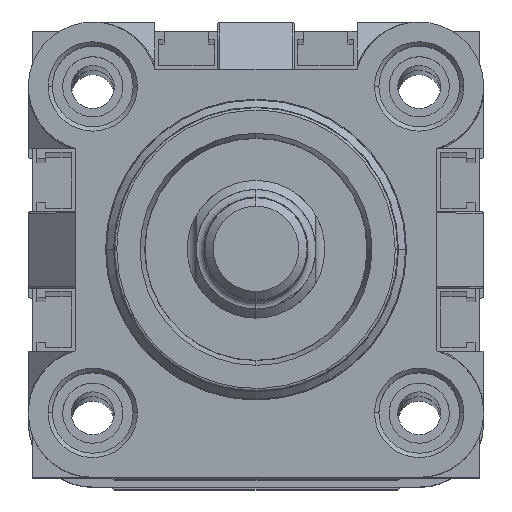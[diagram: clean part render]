
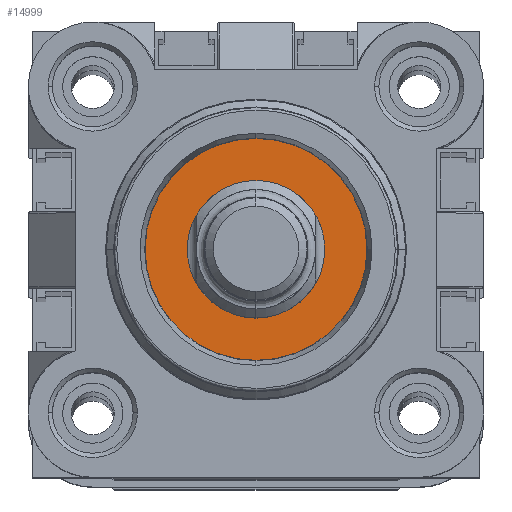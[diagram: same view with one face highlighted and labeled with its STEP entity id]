
A CAD part, top view. The second image highlights one B-rep face of the part: STEP entity #14999.
In plain terms, the highlighted face is planar.
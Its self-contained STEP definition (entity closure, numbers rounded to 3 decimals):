
#221 = CARTESIAN_POINT ( 'NONE',  ( 21., 21., -18.5 ) ) ;
#1191 = EDGE_CURVE ( 'NONE', #12224, #13463, #1206, .T. ) ;
#1206 = CIRCLE ( 'NONE', #18665, 8. ) ;
#2006 = FACE_OUTER_BOUND ( 'NONE', #22357, .T. ) ;
#2179 = CARTESIAN_POINT ( 'NONE',  ( 21., 33.918, -18.5 ) ) ;
#2283 = DIRECTION ( 'NONE',  ( -1., 0., 0. ) ) ;
#2982 = EDGE_CURVE ( 'NONE', #13463, #12224, #11922, .T. ) ;
#3521 = DIRECTION ( 'NONE',  ( -1., 0., 0. ) ) ;
#3962 = CARTESIAN_POINT ( 'NONE',  ( 21., 21., -18.5 ) ) ;
#4463 = VERTEX_POINT ( 'NONE', #2179 ) ;
#5405 = VERTEX_POINT ( 'NONE', #16681 ) ;
#6023 = DIRECTION ( 'NONE',  ( 0., 1., 0. ) ) ;
#8305 = ORIENTED_EDGE ( 'NONE', *, *, #14039, .T. ) ;
#8380 = AXIS2_PLACEMENT_3D ( 'NONE', #20993, #8848, #23022 ) ;
#8412 = ORIENTED_EDGE ( 'NONE', *, *, #2982, .F. ) ;
#8694 = AXIS2_PLACEMENT_3D ( 'NONE', #221, #14442, #2283 ) ;
#8848 = DIRECTION ( 'NONE',  ( 0., 0., -1. ) ) ;
#10282 = CIRCLE ( 'NONE', #26199, 12.918 ) ;
#10423 = EDGE_LOOP ( 'NONE', ( #8412, #23112 ) ) ;
#11922 = CIRCLE ( 'NONE', #8694, 8. ) ;
#12224 = VERTEX_POINT ( 'NONE', #13248 ) ;
#13248 = CARTESIAN_POINT ( 'NONE',  ( 29., 21., -18.5 ) ) ;
#13463 = VERTEX_POINT ( 'NONE', #17450 ) ;
#13816 = DIRECTION ( 'NONE',  ( 0., 0., -1. ) ) ;
#14039 = EDGE_CURVE ( 'NONE', #5405, #4463, #20506, .T. ) ;
#14442 = DIRECTION ( 'NONE',  ( 0., 0., -1. ) ) ;
#14999 = ADVANCED_FACE ( 'NONE', ( #18872, #2006 ), #25781, .T. ) ;
#15140 = EDGE_CURVE ( 'NONE', #4463, #5405, #10282, .T. ) ;
#15692 = DIRECTION ( 'NONE',  ( 0., 0., -1. ) ) ;
#16681 = CARTESIAN_POINT ( 'NONE',  ( 21., 8.082, -18.5 ) ) ;
#17450 = CARTESIAN_POINT ( 'NONE',  ( 13., 21., -18.5 ) ) ;
#18185 = DIRECTION ( 'NONE',  ( 0., 0., -1. ) ) ;
#18665 = AXIS2_PLACEMENT_3D ( 'NONE', #25384, #13816, #25215 ) ;
#18872 = FACE_BOUND ( 'NONE', #10423, .T. ) ;
#19458 = AXIS2_PLACEMENT_3D ( 'NONE', #21762, #15692, #3521 ) ;
#20032 = ORIENTED_EDGE ( 'NONE', *, *, #15140, .T. ) ;
#20506 = CIRCLE ( 'NONE', #8380, 12.918 ) ;
#20993 = CARTESIAN_POINT ( 'NONE',  ( 21., 21., -18.5 ) ) ;
#21762 = CARTESIAN_POINT ( 'NONE',  ( 34.073, 7.927, -18.5 ) ) ;
#22357 = EDGE_LOOP ( 'NONE', ( #20032, #8305 ) ) ;
#23022 = DIRECTION ( 'NONE',  ( 0., 1., 0. ) ) ;
#23112 = ORIENTED_EDGE ( 'NONE', *, *, #1191, .F. ) ;
#25215 = DIRECTION ( 'NONE',  ( -1., 0., 0. ) ) ;
#25384 = CARTESIAN_POINT ( 'NONE',  ( 21., 21., -18.5 ) ) ;
#25781 = PLANE ( 'NONE',  #19458 ) ;
#26199 = AXIS2_PLACEMENT_3D ( 'NONE', #3962, #18185, #6023 ) ;
